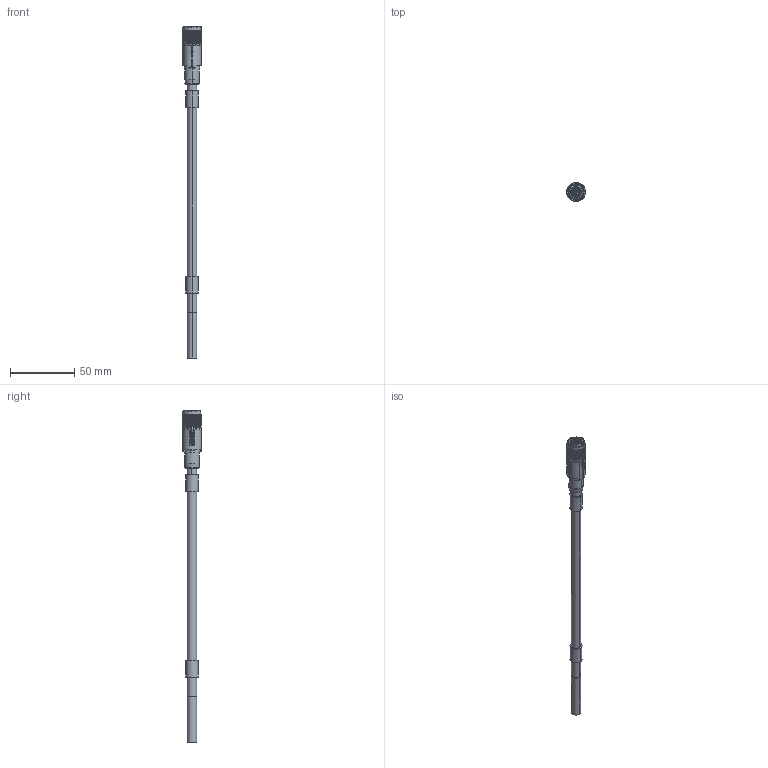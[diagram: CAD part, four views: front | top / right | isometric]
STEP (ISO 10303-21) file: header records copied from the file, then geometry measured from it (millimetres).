
FILE_DESCRIPTION((''),'2;1');
FILE_NAME('1416865','2014-10-27T',('ascheerer'),(''),'PRO/ENGINEER BY PARAMETRIC TECHNOLOGY CORPORATION, 2013230','PRO/ENGINEER BY PARAMETRIC TECHNOLOGY CORPORATION, 2013230','');
FILE_SCHEMA(('AUTOMOTIVE_DESIGN { 1 0 10303 214 1 1 1 1 }'));
Length unit declared in the file: millimetre
Products named in the file (1): 1416865
Bounding box: 15 x 15.01 x 258.2 mm (x, y, z)
Volume: 15490.6 mm3; surface area: 8434.6 mm2
Topology: 1 solids, 1 shells, 733 faces, 1913 edges, 1262 vertices
Faces by surface type: plane 418, cylinder 173, extrusion 64, bspline 37, torus 32, cone 7, sphere 2
Entity records: 26226 total; most frequent: CARTESIAN_POINT 8330, ORIENTED_EDGE 3826, DIRECTION 3336, EDGE_CURVE 1913, VECTOR 1322, VERTEX_POINT 1262, LINE 1258, AXIS2_PLACEMENT_3D 1007
